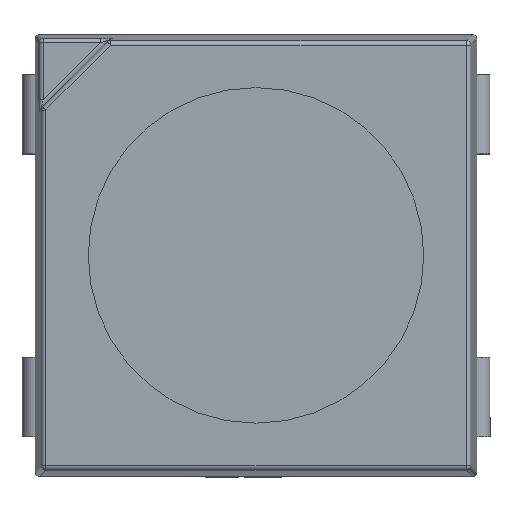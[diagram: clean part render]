
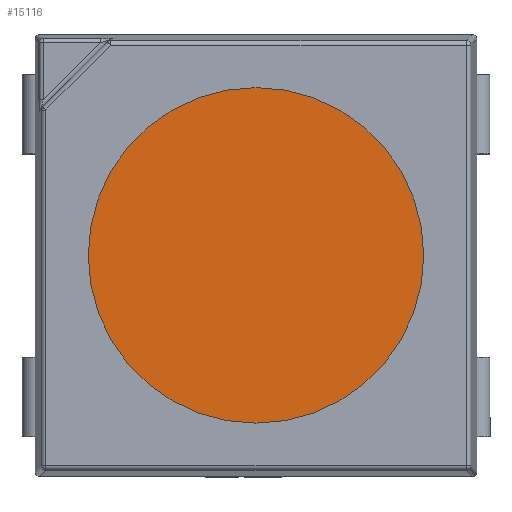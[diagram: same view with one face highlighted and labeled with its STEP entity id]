
A CAD part, top view. The second image highlights one B-rep face of the part: STEP entity #15116.
In plain terms, the highlighted planar face has unit normal (0, 0, 1).
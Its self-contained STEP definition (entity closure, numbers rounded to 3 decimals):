
#1256 = CIRCLE ( 'NONE', #14120, 1.9 ) ;
#3466 = AXIS2_PLACEMENT_3D ( 'NONE', #10135, #15729, #17000 ) ;
#3654 = CARTESIAN_POINT ( 'NONE',  ( -1.9, 0., 1.57 ) ) ;
#4643 = DIRECTION ( 'NONE',  ( 1., 0., 0. ) ) ;
#6186 = PLANE ( 'NONE',  #3466 ) ;
#6961 = VERTEX_POINT ( 'NONE', #14024 ) ;
#7302 = ORIENTED_EDGE ( 'NONE', *, *, #7388, .T. ) ;
#7388 = EDGE_CURVE ( 'NONE', #15310, #6961, #1256, .T. ) ;
#8616 = AXIS2_PLACEMENT_3D ( 'NONE', #10397, #15998, #4643 ) ;
#9824 = EDGE_CURVE ( 'NONE', #6961, #15310, #13901, .T. ) ;
#10135 = CARTESIAN_POINT ( 'NONE',  ( 0., 0., 1.57 ) ) ;
#10397 = CARTESIAN_POINT ( 'NONE',  ( 0., 0., 1.57 ) ) ;
#10779 = DIRECTION ( 'NONE',  ( 0., 0., 1. ) ) ;
#11974 = CARTESIAN_POINT ( 'NONE',  ( 0., 0., 1.57 ) ) ;
#12067 = DIRECTION ( 'NONE',  ( 1., 0., 0. ) ) ;
#13901 = CIRCLE ( 'NONE', #8616, 1.9 ) ;
#14024 = CARTESIAN_POINT ( 'NONE',  ( 1.9, 0., 1.57 ) ) ;
#14120 = AXIS2_PLACEMENT_3D ( 'NONE', #11974, #10779, #12067 ) ;
#15116 = ADVANCED_FACE ( 'NONE', ( #16003 ), #6186, .T. ) ;
#15169 = ORIENTED_EDGE ( 'NONE', *, *, #9824, .T. ) ;
#15310 = VERTEX_POINT ( 'NONE', #3654 ) ;
#15729 = DIRECTION ( 'NONE',  ( 0., 0., 1. ) ) ;
#15970 = EDGE_LOOP ( 'NONE', ( #7302, #15169 ) ) ;
#15998 = DIRECTION ( 'NONE',  ( 0., 0., 1. ) ) ;
#16003 = FACE_OUTER_BOUND ( 'NONE', #15970, .T. ) ;
#17000 = DIRECTION ( 'NONE',  ( 1., 0., 0. ) ) ;
